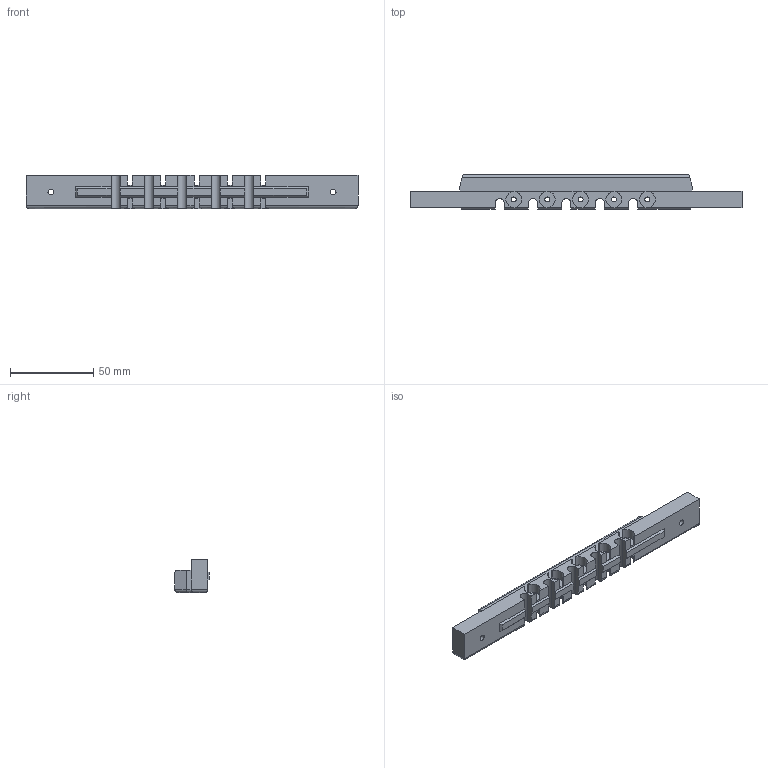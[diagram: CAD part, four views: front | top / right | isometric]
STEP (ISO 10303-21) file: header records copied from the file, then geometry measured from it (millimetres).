
FILE_DESCRIPTION(('Open CASCADE Model'),'2;1');
FILE_NAME('Open CASCADE Shape Model','2024-09-07T23:32:25',('Author'),( 'Open CASCADE'),'Open CASCADE STEP processor 7.7','Open CASCADE 7.7' ,'Unknown');
FILE_SCHEMA(('AUTOMOTIVE_DESIGN { 1 0 10303 214 1 1 1 1 }'));
Length unit declared in the file: millimetre
Products named in the file (1): Open CASCADE STEP translator 7.7 7
Bounding box: 200 x 21 x 20 mm (x, y, z)
Volume: 50806.5 mm3; surface area: 17541.3 mm2
Topology: 1 solids, 1 shells, 178 faces, 507 edges, 328 vertices
Faces by surface type: plane 118, cylinder 55, cone 5
Full cylindrical faces by diameter (mm): 3 x5, 3.5 x2, 5.9 x2
Entity records: 13313 total; most frequent: CARTESIAN_POINT 3197, DIRECTION 1903, LINE 1264, VECTOR 1264, ORIENTED_EDGE 1014, PCURVE 1014, DEFINITIONAL_REPRESENTATION 1014, EDGE_CURVE 507
